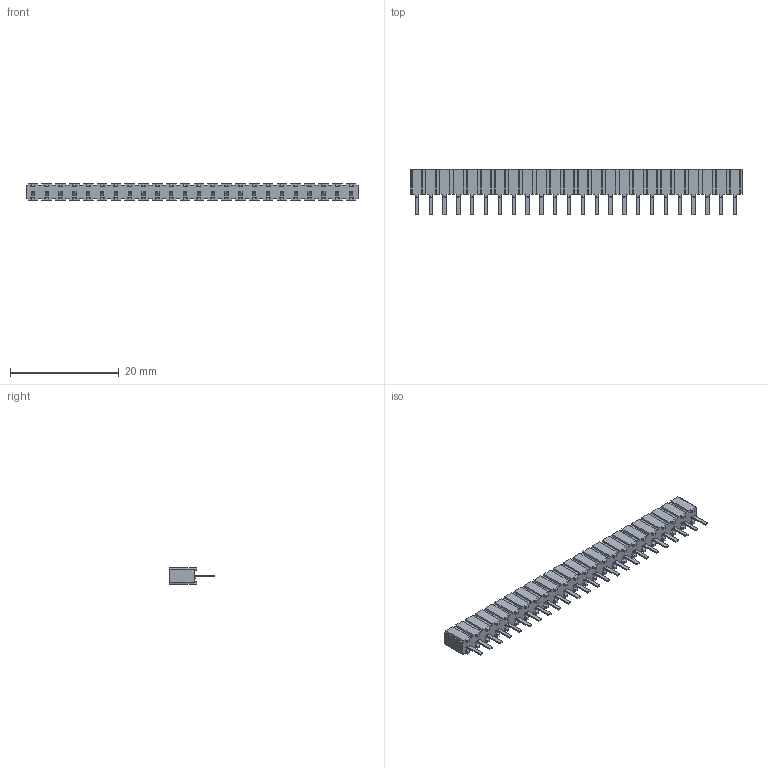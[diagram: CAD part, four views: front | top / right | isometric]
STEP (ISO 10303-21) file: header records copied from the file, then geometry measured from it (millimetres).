
FILE_DESCRIPTION( ( 'STEP AP214' ), '1' );
FILE_NAME( 'CES-124-01-S-S.stp', '2022-01-31T22:30:32', ( 'License CC BY-ND 4.0' ), ( 'CADENAS' ), ' ', 'PARTsolutions', ' ' );
FILE_SCHEMA( ( 'AUTOMOTIVE_DESIGN { 1 0 10303 214 1 1 1 1 }' ) );
Length unit declared in the file: inch
Products named in the file (3): CES-124-01-S-S; _CES-124-01-S_socket; _012401S
Assembly tree (2 placements, depth 2):
  CES-124-01-S-S
    _CES-124-01-S_socket
    _012401S
Bounding box: 60.96 x 8.33 x 3.05 mm (x, y, z)
Volume: 1237.5 mm3; surface area: 2497.1 mm2
Topology: 2 solids, 2 shells, 852 faces, 2328 edges, 1552 vertices
Faces by surface type: plane 804, cylinder 48
Entity records: 33338 total; most frequent: CARTESIAN_POINT 4735, ORIENTED_EDGE 4656, DIRECTION 4134, EDGE_CURVE 2328, LINE 2232, VECTOR 2232, VERTEX_POINT 1552, AXIS2_PLACEMENT_3D 951
